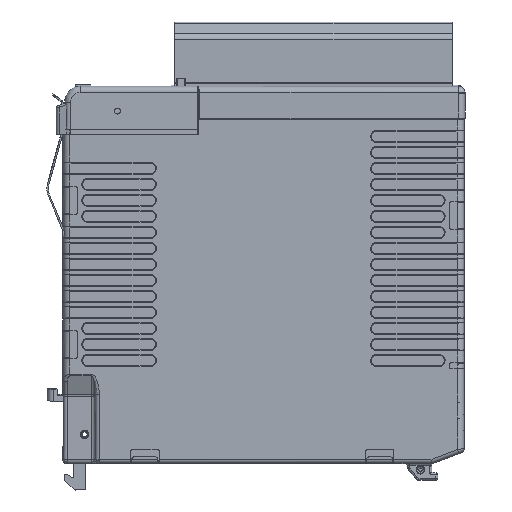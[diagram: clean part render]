
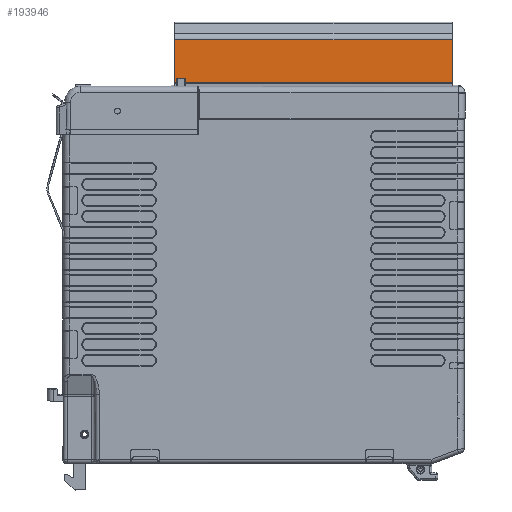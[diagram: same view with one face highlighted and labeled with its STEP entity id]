
A CAD part, left-side view. The second image highlights one B-rep face of the part: STEP entity #193946.
In plain terms, the highlighted planar face has unit normal (-1, 0, 0).
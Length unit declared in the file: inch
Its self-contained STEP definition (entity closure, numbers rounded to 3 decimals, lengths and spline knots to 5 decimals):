
#9604 = ORIENTED_EDGE ( 'NONE', *, *, #114511, .T. ) ;
#29041 = DIRECTION ( 'NONE',  ( 0., 1., 0. ) ) ;
#35480 = DIRECTION ( 'NONE',  ( 0., 0., 1. ) ) ;
#38105 = VERTEX_POINT ( 'NONE', #158513 ) ;
#47698 = PLANE ( 'NONE',  #55353 ) ;
#50842 = ORIENTED_EDGE ( 'NONE', *, *, #163149, .F. ) ;
#55353 = AXIS2_PLACEMENT_3D ( 'NONE', #211022, #178340, #111964 ) ;
#61683 = LINE ( 'NONE', #160754, #126929 ) ;
#66782 = CARTESIAN_POINT ( 'NONE',  ( -0.60208, -1.14267, 0.78724 ) ) ;
#74351 = CARTESIAN_POINT ( 'NONE',  ( -0.60208, 1.58843, 0.78724 ) ) ;
#80344 = FACE_OUTER_BOUND ( 'NONE', #94425, .T. ) ;
#86853 = CARTESIAN_POINT ( 'NONE',  ( -0.60208, 1.58843, 0.78724 ) ) ;
#91808 = LINE ( 'NONE', #108128, #139286 ) ;
#94425 = EDGE_LOOP ( 'NONE', ( #9604, #50842, #113803, #137353 ) ) ;
#105687 = EDGE_CURVE ( 'NONE', #38105, #193091, #91808, .T. ) ;
#108128 = CARTESIAN_POINT ( 'NONE',  ( -0.60208, 1.58843, 0.36598 ) ) ;
#111964 = DIRECTION ( 'NONE',  ( 0., 1., 0. ) ) ;
#113803 = ORIENTED_EDGE ( 'NONE', *, *, #105687, .F. ) ;
#114511 = EDGE_CURVE ( 'NONE', #129374, #121967, #61683, .T. ) ;
#121967 = VERTEX_POINT ( 'NONE', #86853 ) ;
#124993 = EDGE_CURVE ( 'NONE', #38105, #129374, #167168, .T. ) ;
#126929 = VECTOR ( 'NONE', #29041, 39.37008 ) ;
#129374 = VERTEX_POINT ( 'NONE', #66782 ) ;
#137353 = ORIENTED_EDGE ( 'NONE', *, *, #124993, .T. ) ;
#139286 = VECTOR ( 'NONE', #143959, 39.37008 ) ;
#142859 = DIRECTION ( 'NONE',  ( 0., 0., 1. ) ) ;
#143923 = LINE ( 'NONE', #74351, #163542 ) ;
#143959 = DIRECTION ( 'NONE',  ( 0., 1., 0. ) ) ;
#158513 = CARTESIAN_POINT ( 'NONE',  ( -0.60208, -1.14267, 0.36598 ) ) ;
#160754 = CARTESIAN_POINT ( 'NONE',  ( -0.60208, 1.58843, 0.78724 ) ) ;
#163149 = EDGE_CURVE ( 'NONE', #193091, #121967, #143923, .T. ) ;
#163542 = VECTOR ( 'NONE', #142859, 39.37008 ) ;
#167168 = LINE ( 'NONE', #199806, #170435 ) ;
#170435 = VECTOR ( 'NONE', #35480, 39.37008 ) ;
#178340 = DIRECTION ( 'NONE',  ( -1., 0., 0. ) ) ;
#193091 = VERTEX_POINT ( 'NONE', #210979 ) ;
#193946 = ADVANCED_FACE ( 'NONE', ( #80344 ), #47698, .T. ) ;
#199806 = CARTESIAN_POINT ( 'NONE',  ( -0.60208, -1.14267, 0.78724 ) ) ;
#210979 = CARTESIAN_POINT ( 'NONE',  ( -0.60208, 1.58843, 0.36598 ) ) ;
#211022 = CARTESIAN_POINT ( 'NONE',  ( -0.60208, 1.58843, 0.78724 ) ) ;
